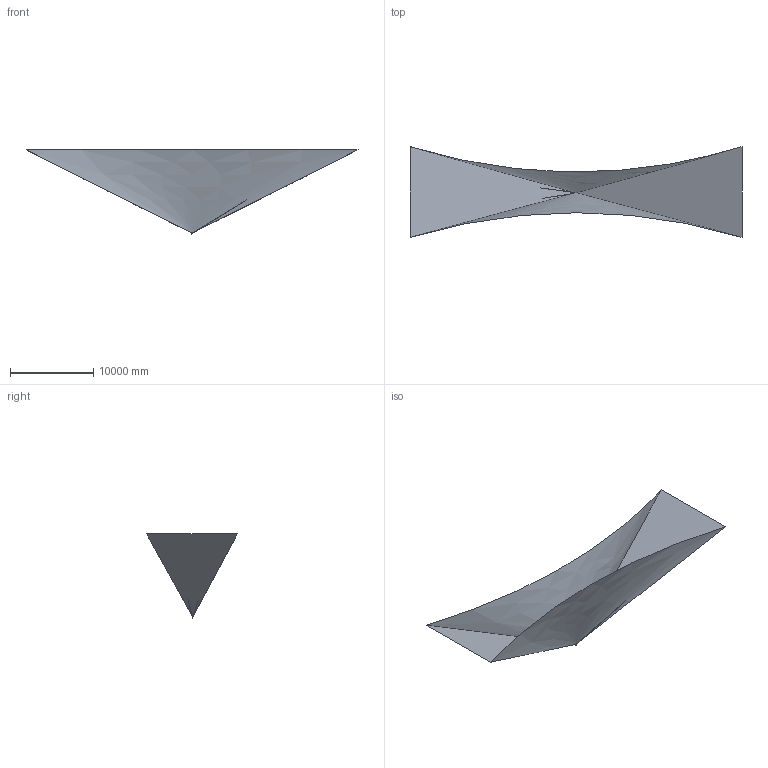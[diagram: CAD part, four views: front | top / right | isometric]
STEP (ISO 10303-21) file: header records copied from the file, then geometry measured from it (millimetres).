
FILE_DESCRIPTION (( 'STEP AP203' ), '1' );
FILE_NAME ('AT128 P-Íâ¿Ç-±êÆ·+FOV.STEP', '2023-09-26T10:40:28', ( '' ), ( '' ), 'SwSTEP 2.0', 'SolidWorks 2019', '' );
FILE_SCHEMA (( 'CONFIG_CONTROL_DESIGN' ));
Length unit declared in the file: millimetre
Products named in the file (1): AT128 P-外壳-标品+FOV
Bounding box: 39895.14 x 10890.54 x 10099.97 mm (x, y, z)
Surface area: 654339953.3 mm2 (no closed solid volume)
Topology: 0 solids, 49 shells, 8181 faces, 20994 edges, 12944 vertices
Faces by surface type: plane 3566, cylinder 2401, bspline 1150, torus 635, cone 245, sphere 184
Entity records: 298306 total; most frequent: CARTESIAN_POINT 112762, ORIENTED_EDGE 41516, DIRECTION 33864, EDGE_CURVE 20764, VERTEX_POINT 12943, VECTOR 11480, LINE 11480, AXIS2_PLACEMENT_3D 11192
